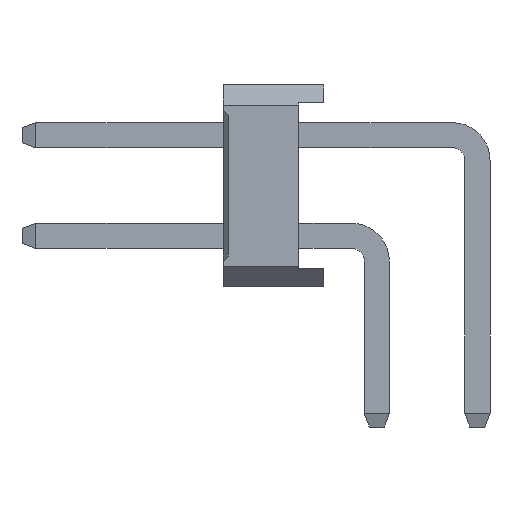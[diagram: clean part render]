
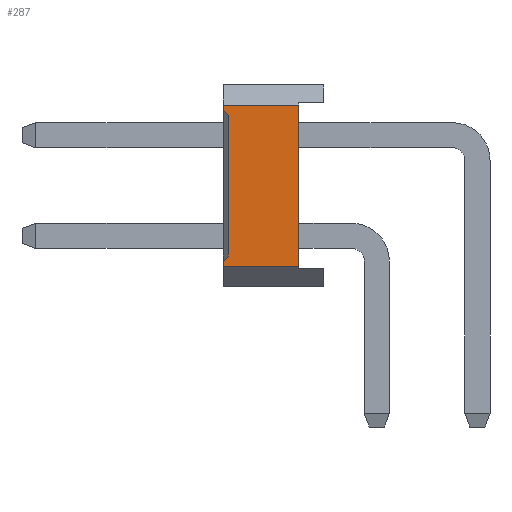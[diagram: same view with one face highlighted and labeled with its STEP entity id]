
A CAD part, left-side view. The second image highlights one B-rep face of the part: STEP entity #287.
In plain terms, the highlighted planar face has unit normal (-1, 0, 0).
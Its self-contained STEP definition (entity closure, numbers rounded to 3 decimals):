
#287=ADVANCED_FACE('',(#4511),#4513,.T.);
#4511=FACE_BOUND('',#4512,.T.);
#4512=EDGE_LOOP('',(#7937,#7938,#7939,#7940,#7941,#7942,#7943,#7944));
#4513=PLANE('',#4514);
#4514=AXIS2_PLACEMENT_3D('',#4515,#4516,#4517);
#4515=CARTESIAN_POINT('',(-1.,1.05,0.4));
#4516=DIRECTION('',(-1.,0.,0.));
#4517=DIRECTION('',(0.,0.,1.));
#7937=ORIENTED_EDGE('',*,*,#10205,.F.);
#7938=ORIENTED_EDGE('',*,*,#10206,.T.);
#7939=ORIENTED_EDGE('',*,*,#10207,.F.);
#7940=ORIENTED_EDGE('',*,*,#9996,.F.);
#7941=ORIENTED_EDGE('',*,*,#10203,.F.);
#7942=ORIENTED_EDGE('',*,*,#10208,.T.);
#7943=ORIENTED_EDGE('',*,*,#10209,.T.);
#7944=ORIENTED_EDGE('',*,*,#10000,.F.);
#9996=EDGE_CURVE('',#11181,#11183,#11184,.T.);
#10000=EDGE_CURVE('',#11189,#11191,#11192,.T.);
#10203=EDGE_CURVE('',#11570,#11181,#11572,.T.);
#10205=EDGE_CURVE('',#11574,#11189,#11575,.F.);
#10206=EDGE_CURVE('',#11574,#11576,#11577,.T.);
#10207=EDGE_CURVE('',#11183,#11576,#11578,.F.);
#10208=EDGE_CURVE('',#11570,#11579,#11580,.T.);
#10209=EDGE_CURVE('',#11579,#11191,#11581,.T.);
#11181=VERTEX_POINT('',#13122);
#11183=VERTEX_POINT('',#13126);
#11184=LINE('',#13127,#13128);
#11189=VERTEX_POINT('',#13138);
#11191=VERTEX_POINT('',#13142);
#11192=LINE('',#13143,#13144);
#11570=VERTEX_POINT('',#13925);
#11572=LINE('',#13929,#13930);
#11574=VERTEX_POINT('',#13935);
#11575=LINE('',#13936,#13937);
#11576=VERTEX_POINT('',#13939);
#11577=LINE('',#13940,#13941);
#11578=LINE('',#13943,#13944);
#11579=VERTEX_POINT('',#13946);
#11580=LINE('',#13947,#13948);
#11581=LINE('',#13950,#13951);
#13122=CARTESIAN_POINT('',(-1.,3.05,0.4));
#13126=CARTESIAN_POINT('',(-1.,3.05,0.5));
#13127=CARTESIAN_POINT('',(-1.,3.05,0.4));
#13128=VECTOR('',#13129,1.);
#13129=DIRECTION('',(0.,0.,1.));
#13138=CARTESIAN_POINT('',(-1.,3.05,3.5));
#13142=CARTESIAN_POINT('',(-1.,3.05,3.6));
#13143=CARTESIAN_POINT('',(-1.,3.05,3.5));
#13144=VECTOR('',#13145,1.);
#13145=DIRECTION('',(0.,0.,1.));
#13925=CARTESIAN_POINT('',(-1.,1.55,0.4));
#13929=CARTESIAN_POINT('',(-1.,1.55,0.4));
#13930=VECTOR('',#13931,1.);
#13931=DIRECTION('',(0.,1.,0.));
#13935=CARTESIAN_POINT('',(-1.,2.95,3.4));
#13936=CARTESIAN_POINT('',(-1.,3.05,3.5));
#13937=VECTOR('',#13938,1.);
#13938=DIRECTION('',(0.,-0.707,-0.707));
#13939=CARTESIAN_POINT('',(-1.,2.95,0.6));
#13940=CARTESIAN_POINT('',(-1.,2.95,3.4));
#13941=VECTOR('',#13942,1.);
#13942=DIRECTION('',(0.,0.,-1.));
#13943=CARTESIAN_POINT('',(-1.,2.95,0.6));
#13944=VECTOR('',#13945,1.);
#13945=DIRECTION('',(0.,0.707,-0.707));
#13946=CARTESIAN_POINT('',(-1.,1.55,3.6));
#13947=CARTESIAN_POINT('',(-1.,1.55,0.4));
#13948=VECTOR('',#13949,1.);
#13949=DIRECTION('',(0.,0.,1.));
#13950=CARTESIAN_POINT('',(-1.,1.55,3.6));
#13951=VECTOR('',#13952,1.);
#13952=DIRECTION('',(0.,1.,0.));
